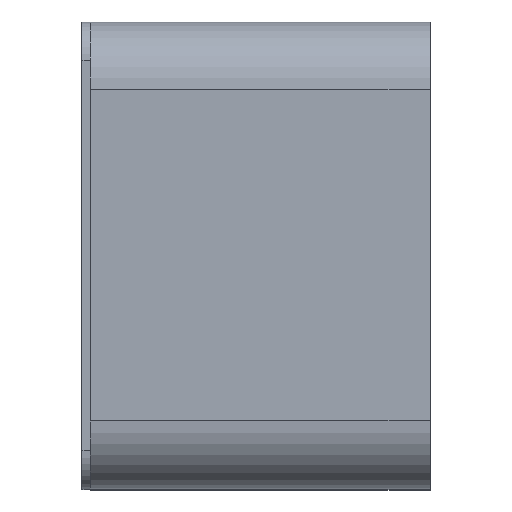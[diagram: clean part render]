
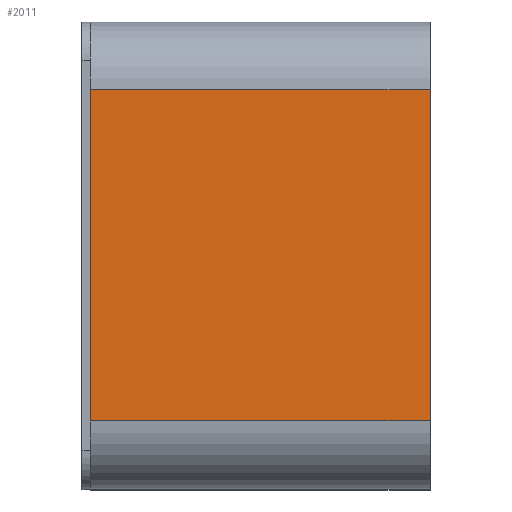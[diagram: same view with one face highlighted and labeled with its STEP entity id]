
A CAD part, top view. The second image highlights one B-rep face of the part: STEP entity #2011.
In plain terms, the highlighted planar face has unit normal (0, 0, 1).
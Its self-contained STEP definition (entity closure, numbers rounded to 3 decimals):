
#92=LINE('',#10085,#765);
#237=LINE('',#10429,#910);
#529=LINE('',#11123,#1202);
#530=LINE('',#11124,#1203);
#765=VECTOR('',#7961,1.);
#910=VECTOR('',#8200,1.);
#1202=VECTOR('',#8778,1.);
#1203=VECTOR('',#8779,1.);
#2011=ADVANCED_FACE('',(#2633),#2371,.F.);
#2371=PLANE('',#7370);
#2633=FACE_OUTER_BOUND('',#3046,.T.);
#3046=EDGE_LOOP('',(#4214,#4215,#4216,#4217));
#4214=ORIENTED_EDGE('',*,*,#6175,.T.);
#4215=ORIENTED_EDGE('',*,*,#6542,.T.);
#4216=ORIENTED_EDGE('',*,*,#6007,.F.);
#4217=ORIENTED_EDGE('',*,*,#6543,.T.);
#5351=VERTEX_POINT('',#10084);
#5352=VERTEX_POINT('',#10086);
#5503=VERTEX_POINT('',#10428);
#5504=VERTEX_POINT('',#10430);
#6007=EDGE_CURVE('',#5351,#5352,#92,.T.);
#6175=EDGE_CURVE('',#5504,#5503,#237,.T.);
#6542=EDGE_CURVE('',#5503,#5352,#529,.T.);
#6543=EDGE_CURVE('',#5351,#5504,#530,.T.);
#7370=AXIS2_PLACEMENT_3D('',#11125,#8780,#8781);
#7961=DIRECTION('',(0.,-1.,0.));
#8200=DIRECTION('',(0.,-1.,0.));
#8778=DIRECTION('',(1.,0.,0.));
#8779=DIRECTION('',(-1.,0.,0.));
#8780=DIRECTION('',(0.,0.,-1.));
#8781=DIRECTION('',(0.,-1.,0.));
#10084=CARTESIAN_POINT('',(80.,19.5,40.));
#10085=CARTESIAN_POINT('',(80.,27.5,40.));
#10086=CARTESIAN_POINT('',(80.,-19.5,40.));
#10428=CARTESIAN_POINT('',(40.,-19.5,40.));
#10429=CARTESIAN_POINT('',(40.,27.5,40.));
#10430=CARTESIAN_POINT('',(40.,19.5,40.));
#11123=CARTESIAN_POINT('',(80.,-19.5,40.));
#11124=CARTESIAN_POINT('',(80.,19.5,40.));
#11125=CARTESIAN_POINT('',(80.,27.5,40.));
